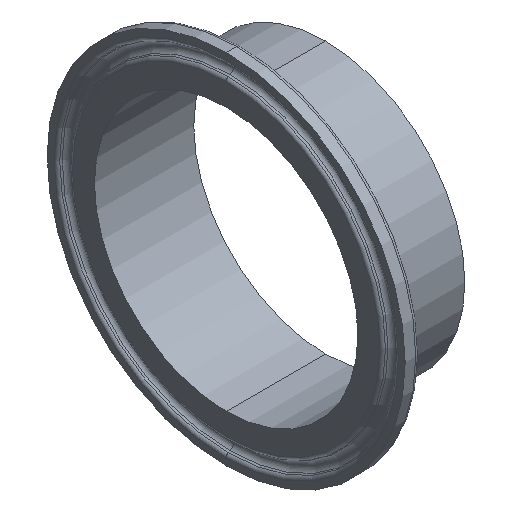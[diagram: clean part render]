
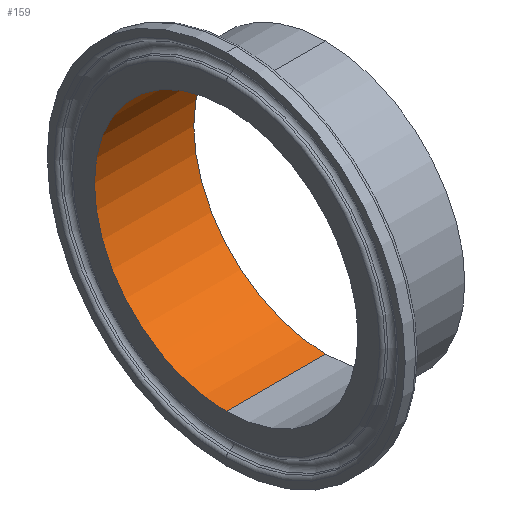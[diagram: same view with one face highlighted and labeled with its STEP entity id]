
A CAD part, isometric view. The second image highlights one B-rep face of the part: STEP entity #159.
In plain terms, the highlighted cylindrical face has radius 28.51 mm (diameter 57.02 mm), a partial arc.
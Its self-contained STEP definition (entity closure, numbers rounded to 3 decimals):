
#2 = EDGE_CURVE ( 'NONE', #243, #318, #543, .T. ) ;
#5 = DIRECTION ( 'NONE',  ( 0., 0., 1. ) ) ;
#39 = EDGE_CURVE ( 'NONE', #418, #535, #657, .T. ) ;
#45 = LINE ( 'NONE', #279, #646 ) ;
#51 = LINE ( 'NONE', #448, #111 ) ;
#79 = AXIS2_PLACEMENT_3D ( 'NONE', #423, #643, #490 ) ;
#86 = AXIS2_PLACEMENT_3D ( 'NONE', #170, #469, #291 ) ;
#102 = FACE_OUTER_BOUND ( 'NONE', #581, .T. ) ;
#111 = VECTOR ( 'NONE', #513, 1000. ) ;
#127 = ORIENTED_EDGE ( 'NONE', *, *, #239, .F. ) ;
#159 = ADVANCED_FACE ( 'NONE', ( #102 ), #320, .F. ) ;
#170 = CARTESIAN_POINT ( 'NONE',  ( 0., 0., 0. ) ) ;
#172 = AXIS2_PLACEMENT_3D ( 'NONE', #455, #500, #5 ) ;
#239 = EDGE_CURVE ( 'NONE', #318, #535, #45, .T. ) ;
#243 = VERTEX_POINT ( 'NONE', #645 ) ;
#248 = EDGE_CURVE ( 'NONE', #243, #418, #51, .T. ) ;
#262 = CARTESIAN_POINT ( 'NONE',  ( 0., 0., 28.51 ) ) ;
#279 = CARTESIAN_POINT ( 'NONE',  ( 0., 0., -28.51 ) ) ;
#291 = DIRECTION ( 'NONE',  ( 0., 0., 1. ) ) ;
#312 = ORIENTED_EDGE ( 'NONE', *, *, #2, .F. ) ;
#318 = VERTEX_POINT ( 'NONE', #597 ) ;
#320 = CYLINDRICAL_SURFACE ( 'NONE', #172, 28.51 ) ;
#387 = DIRECTION ( 'NONE',  ( -1., 0., 0. ) ) ;
#418 = VERTEX_POINT ( 'NONE', #262 ) ;
#423 = CARTESIAN_POINT ( 'NONE',  ( 21.5, 0., 0. ) ) ;
#448 = CARTESIAN_POINT ( 'NONE',  ( 0., 0., 28.51 ) ) ;
#455 = CARTESIAN_POINT ( 'NONE',  ( 0., 0., 0. ) ) ;
#469 = DIRECTION ( 'NONE',  ( -1., 0., 0. ) ) ;
#490 = DIRECTION ( 'NONE',  ( 0., 0., 1. ) ) ;
#500 = DIRECTION ( 'NONE',  ( -1., 0., 0. ) ) ;
#513 = DIRECTION ( 'NONE',  ( -1., 0., 0. ) ) ;
#535 = VERTEX_POINT ( 'NONE', #668 ) ;
#543 = CIRCLE ( 'NONE', #79, 28.51 ) ;
#581 = EDGE_LOOP ( 'NONE', ( #127, #312, #612, #627 ) ) ;
#597 = CARTESIAN_POINT ( 'NONE',  ( 21.5, 0., -28.51 ) ) ;
#612 = ORIENTED_EDGE ( 'NONE', *, *, #248, .T. ) ;
#627 = ORIENTED_EDGE ( 'NONE', *, *, #39, .T. ) ;
#643 = DIRECTION ( 'NONE',  ( -1., 0., 0. ) ) ;
#645 = CARTESIAN_POINT ( 'NONE',  ( 21.5, 0., 28.51 ) ) ;
#646 = VECTOR ( 'NONE', #387, 1000. ) ;
#657 = CIRCLE ( 'NONE', #86, 28.51 ) ;
#668 = CARTESIAN_POINT ( 'NONE',  ( 0., 0., -28.51 ) ) ;
